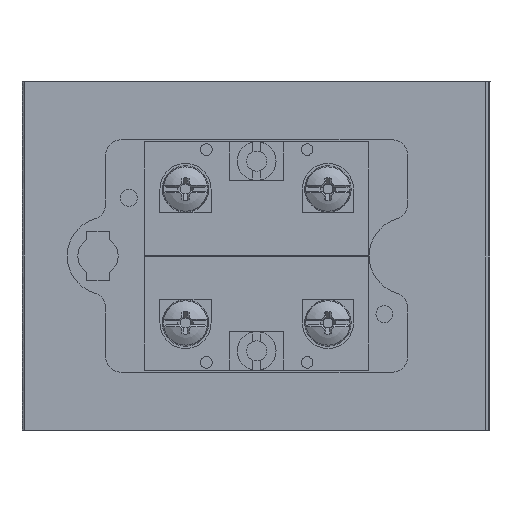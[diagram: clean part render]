
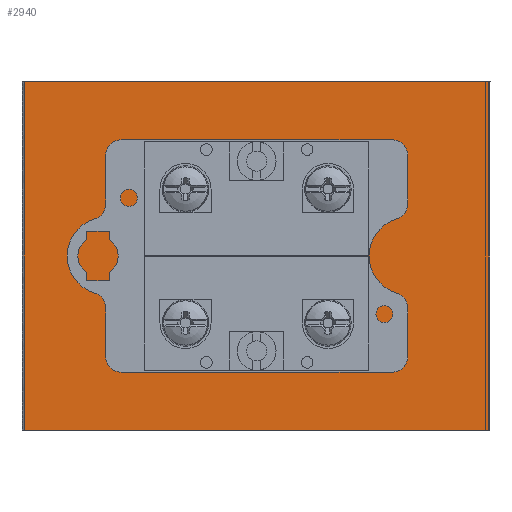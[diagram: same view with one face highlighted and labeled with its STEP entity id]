
A CAD part, left-side view. The second image highlights one B-rep face of the part: STEP entity #2940.
In plain terms, the highlighted planar face has unit normal (-1, 0, 0).
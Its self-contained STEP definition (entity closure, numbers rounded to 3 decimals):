
#2768=CARTESIAN_POINT('',(-15.704,-32.725,11.25));
#2769=VERTEX_POINT('',#2768);
#2770=CARTESIAN_POINT('',(-15.704,-32.725,22.5));
#2771=DIRECTION('',(1.0,0.0,0.0));
#2772=DIRECTION('',(0.0,0.0,1.0));
#2773=AXIS2_PLACEMENT_3D('',#2770,#2771,#2772);
#2774=CIRCLE('',#2773,11.25);
#2775=EDGE_CURVE('',#2769,#2769,#2774,.T.);
#2802=CARTESIAN_POINT('',(-15.704,-2.725,45.0));
#2803=VERTEX_POINT('',#2802);
#2822=CARTESIAN_POINT('',(-15.704,-2.725,0.0));
#2823=VERTEX_POINT('',#2822);
#2832=CARTESIAN_POINT('',(-15.704,-2.725,0.0));
#2833=DIRECTION('',(0.0,0.0,1.0));
#2834=VECTOR('',#2833,45.0);
#2835=LINE('',#2832,#2834);
#2836=EDGE_CURVE('',#2823,#2803,#2835,.T.);
#2886=CARTESIAN_POINT('',(-15.704,-62.725,45.0));
#2887=VERTEX_POINT('',#2886);
#2896=CARTESIAN_POINT('',(-15.704,-62.725,0.0));
#2897=VERTEX_POINT('',#2896);
#2898=CARTESIAN_POINT('',(-15.704,-62.725,0.0));
#2899=DIRECTION('',(0.0,0.0,1.0));
#2900=VECTOR('',#2899,45.0);
#2901=LINE('',#2898,#2900);
#2902=EDGE_CURVE('',#2897,#2887,#2901,.T.);
#2916=CARTESIAN_POINT('',(-15.704,-62.725,0.0));
#2917=DIRECTION('',(-1.0,0.0,0.0));
#2918=DIRECTION('',(0.0,0.0,1.0));
#2919=AXIS2_PLACEMENT_3D('',#2916,#2917,#2918);
#2920=PLANE('',#2919);
#2921=CARTESIAN_POINT('',(-15.704,-62.725,45.0));
#2922=DIRECTION('',(0.0,1.0,0.0));
#2923=VECTOR('',#2922,60.0);
#2924=LINE('',#2921,#2923);
#2925=EDGE_CURVE('',#2887,#2803,#2924,.T.);
#2926=ORIENTED_EDGE('',*,*,#2925,.T.);
#2927=ORIENTED_EDGE('',*,*,#2836,.F.);
#2928=CARTESIAN_POINT('',(-15.704,-2.725,0.0));
#2929=DIRECTION('',(0.0,-1.0,0.0));
#2930=VECTOR('',#2929,60.0);
#2931=LINE('',#2928,#2930);
#2932=EDGE_CURVE('',#2823,#2897,#2931,.T.);
#2933=ORIENTED_EDGE('',*,*,#2932,.T.);
#2934=ORIENTED_EDGE('',*,*,#2902,.T.);
#2935=EDGE_LOOP('',(#2926,#2927,#2933,#2934));
#2936=FACE_OUTER_BOUND('',#2935,.T.);
#2937=ORIENTED_EDGE('',*,*,#2775,.T.);
#2938=EDGE_LOOP('',(#2937));
#2939=FACE_BOUND('',#2938,.T.);
#2940=ADVANCED_FACE('',(#2936,#2939),#2920,.T.);
